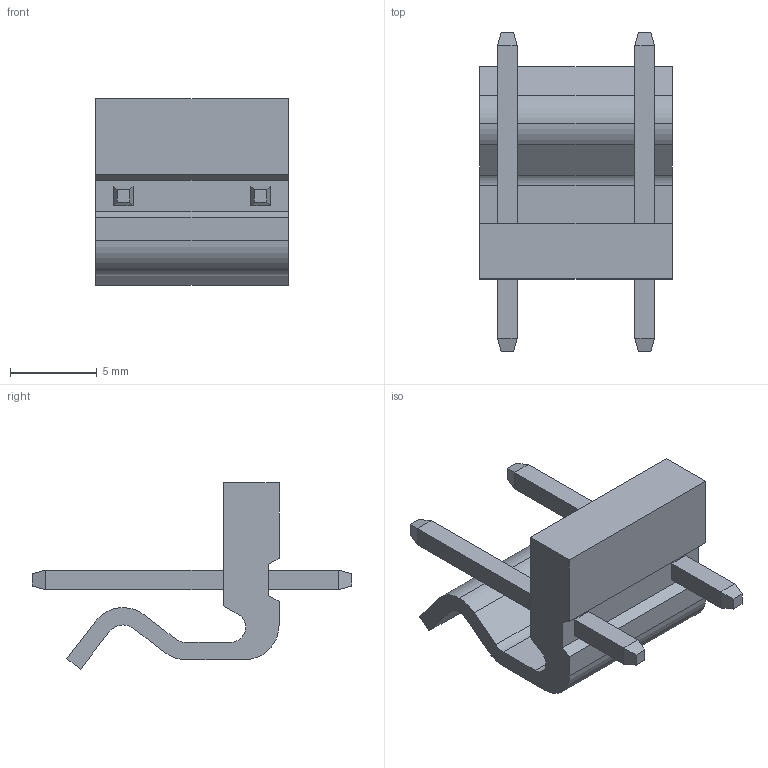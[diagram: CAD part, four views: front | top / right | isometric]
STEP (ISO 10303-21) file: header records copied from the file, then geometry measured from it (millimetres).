
FILE_DESCRIPTION (( 'STEP AP214' ), '1' );
FILE_NAME ('0010634027.STEP', '2021-06-18T06:22:36', ( '' ), ( '' ), 'SwSTEP 2.0', 'SolidWorks 2017', '' );
FILE_SCHEMA (( 'AUTOMOTIVE_DESIGN' ));
Length unit declared in the file: millimetre
Products named in the file (1): 0010634027
Bounding box: 11.12 x 18.45 x 10.75 mm (x, y, z)
Volume: 473.6 mm3; surface area: 811.4 mm2
Topology: 3 solids, 3 shells, 61 faces, 149 edges, 94 vertices
Faces by surface type: plane 53, cylinder 8
Entity records: 1811 total; most frequent: CARTESIAN_POINT 305, ORIENTED_EDGE 298, DIRECTION 289, EDGE_CURVE 149, VECTOR 133, LINE 133, VERTEX_POINT 94, AXIS2_PLACEMENT_3D 78
